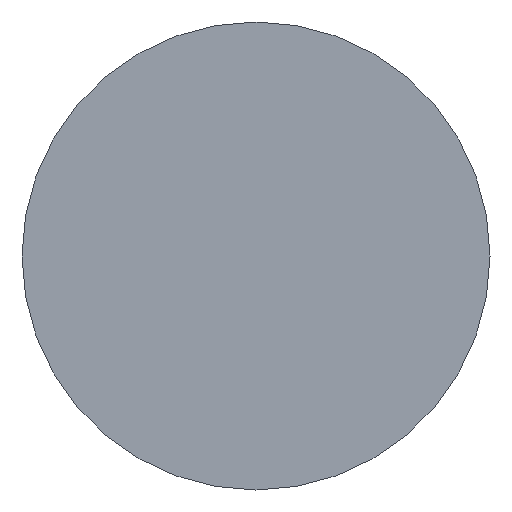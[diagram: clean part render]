
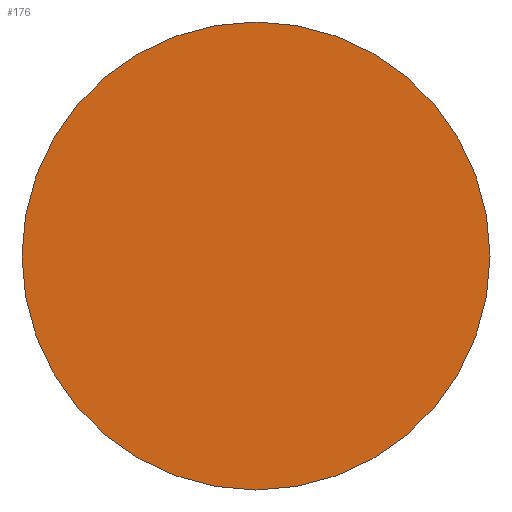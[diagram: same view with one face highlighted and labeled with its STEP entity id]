
A CAD part, left-side view. The second image highlights one B-rep face of the part: STEP entity #176.
In plain terms, the highlighted planar face has unit normal (-1, 0, 0).
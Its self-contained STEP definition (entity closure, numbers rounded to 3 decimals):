
#2 = EDGE_CURVE ( 'NONE', #128, #163, #107, .T. ) ;
#28 = DIRECTION ( 'NONE',  ( 0., 0., 1. ) ) ;
#68 = CARTESIAN_POINT ( 'NONE',  ( 22.201, 13.031, 3.15 ) ) ;
#69 = DIRECTION ( 'NONE',  ( 0., 0., 1. ) ) ;
#71 = CARTESIAN_POINT ( 'NONE',  ( 22.201, 13.031, 0. ) ) ;
#73 = FACE_OUTER_BOUND ( 'NONE', #100, .T. ) ;
#75 = ORIENTED_EDGE ( 'NONE', *, *, #137, .T. ) ;
#87 = AXIS2_PLACEMENT_3D ( 'NONE', #151, #132, #28 ) ;
#100 = EDGE_LOOP ( 'NONE', ( #156, #75 ) ) ;
#107 = CIRCLE ( 'NONE', #87, 3.15 ) ;
#109 = DIRECTION ( 'NONE',  ( 0., 0., -1. ) ) ;
#112 = DIRECTION ( 'NONE',  ( 1., 0., 0. ) ) ;
#114 = AXIS2_PLACEMENT_3D ( 'NONE', #138, #155, #69 ) ;
#126 = PLANE ( 'NONE',  #159 ) ;
#128 = VERTEX_POINT ( 'NONE', #68 ) ;
#132 = DIRECTION ( 'NONE',  ( -1., 0., 0. ) ) ;
#134 = CIRCLE ( 'NONE', #114, 3.15 ) ;
#137 = EDGE_CURVE ( 'NONE', #163, #128, #134, .T. ) ;
#138 = CARTESIAN_POINT ( 'NONE',  ( 22.201, 13.031, 0. ) ) ;
#151 = CARTESIAN_POINT ( 'NONE',  ( 22.201, 13.031, 0. ) ) ;
#155 = DIRECTION ( 'NONE',  ( -1., 0., 0. ) ) ;
#156 = ORIENTED_EDGE ( 'NONE', *, *, #2, .T. ) ;
#159 = AXIS2_PLACEMENT_3D ( 'NONE', #71, #112, #109 ) ;
#163 = VERTEX_POINT ( 'NONE', #167 ) ;
#167 = CARTESIAN_POINT ( 'NONE',  ( 22.201, 13.031, -3.15 ) ) ;
#176 = ADVANCED_FACE ( 'NONE', ( #73 ), #126, .F. ) ;
